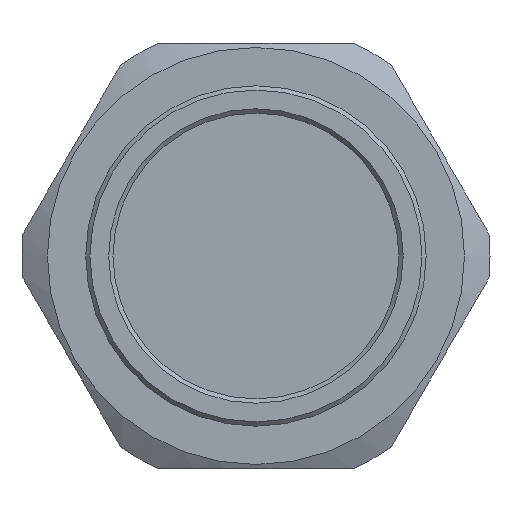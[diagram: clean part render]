
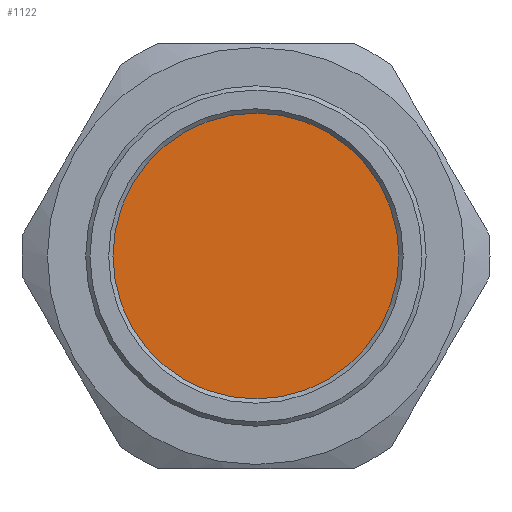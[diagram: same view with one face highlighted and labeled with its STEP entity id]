
A CAD part, front view. The second image highlights one B-rep face of the part: STEP entity #1122.
In plain terms, the highlighted planar face has unit normal (0, -1, 0).
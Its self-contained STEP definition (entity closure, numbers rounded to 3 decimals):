
#103=PLANE('',#1221);
#143=FACE_OUTER_BOUND('',#215,.T.);
#215=EDGE_LOOP('',(#759));
#415=CIRCLE('',#1222,16.8);
#467=VERTEX_POINT('',#1660);
#582=EDGE_CURVE('',#467,#467,#415,.T.);
#759=ORIENTED_EDGE('',*,*,#582,.T.);
#1122=ADVANCED_FACE('',(#143),#103,.F.);
#1221=AXIS2_PLACEMENT_3D('',#1659,#1354,#1355);
#1222=AXIS2_PLACEMENT_3D('',#1661,#1356,#1357);
#1354=DIRECTION('center_axis',(0.,1.,0.));
#1355=DIRECTION('ref_axis',(0.,0.,1.));
#1356=DIRECTION('center_axis',(0.,-1.,0.));
#1357=DIRECTION('ref_axis',(-1.,0.,0.));
#1659=CARTESIAN_POINT('Origin',(233.004,75.818,281.7));
#1660=CARTESIAN_POINT('',(249.804,75.818,281.7));
#1661=CARTESIAN_POINT('Origin',(233.004,75.818,281.7));
